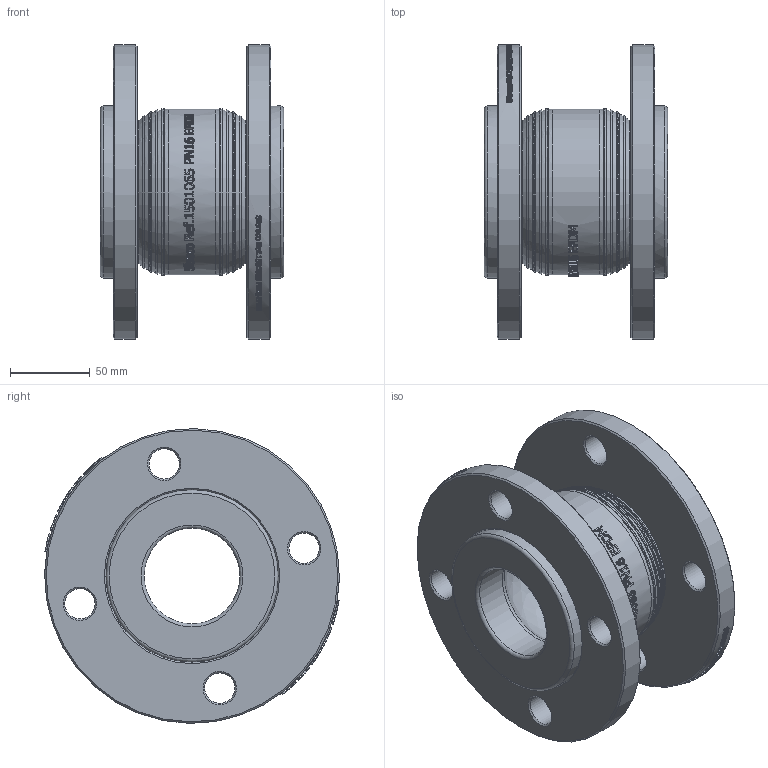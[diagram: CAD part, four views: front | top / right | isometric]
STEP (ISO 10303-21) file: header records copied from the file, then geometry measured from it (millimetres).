
FILE_DESCRIPTION(/* description */ ('1501065'),/* implementation_level */ '2;1');
FILE_NAME(/* name */ '1501065.stp',/* time_stamp */ '2014-09-25T10:58:33+02:00',/* author */ ('JM'),/* organization */ ('Sferaco'),/* preprocessor_version */ 'ST-DEVELOPER v15.6',/* originating_system */ 'Autodesk Inventor 2015',/* authorisation */ '');
FILE_SCHEMA (('AUTOMOTIVE_DESIGN { 1 0 10303 214 3 1 1 }'));
Products named in the file (1): 1501065_bd
Bounding box: 115 x 184.97 x 184.97 mm (x, y, z)
Volume: 989268.9 mm3; surface area: 174019.1 mm2
Topology: 1 solids, 3 shells, 1395 faces, 3775 edges, 2516 vertices
Faces by surface type: bspline 680, plane 534, cylinder 131, torus 26, cone 24
Full cylindrical faces by diameter (mm): 19 x8, 60 x2, 104 x1, 108 x4, 185 x2
Entity records: 61859 total; most frequent: CARTESIAN_POINT 29648, ORIENTED_EDGE 7376, DIRECTION 4460, EDGE_CURVE 3688, VERTEX_POINT 2498, LINE 1668, VECTOR 1668, EDGE_LOOP 1616
